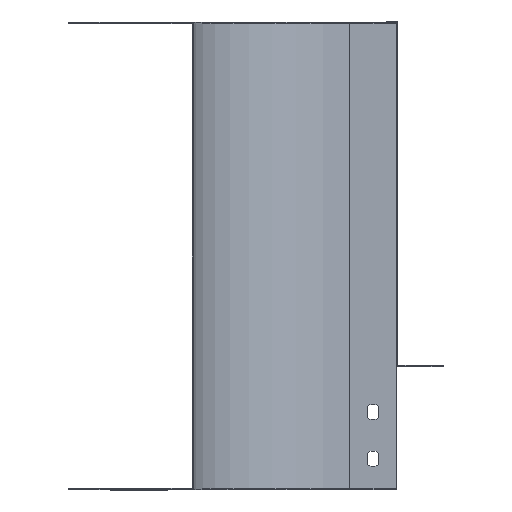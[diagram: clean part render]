
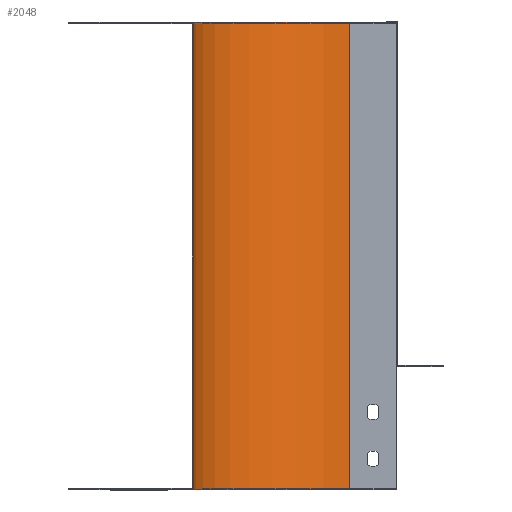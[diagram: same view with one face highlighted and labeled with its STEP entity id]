
A CAD part, left-side view. The second image highlights one B-rep face of the part: STEP entity #2048.
In plain terms, the highlighted cylindrical face has radius 100 mm (diameter 200 mm), a partial arc.
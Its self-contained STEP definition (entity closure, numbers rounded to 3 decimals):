
#8 = VERTEX_POINT ( 'NONE', #1177 ) ;
#38 = VERTEX_POINT ( 'NONE', #1144 ) ;
#63 = VERTEX_POINT ( 'NONE', #1119 ) ;
#80 = VERTEX_POINT ( 'NONE', #1102 ) ;
#306 = LINE ( 'NONE', #1021, #320 ) ;
#320 = VECTOR ( 'NONE', #1002, 1000. ) ;
#622 = DIRECTION ( 'NONE',  ( -1., 0., 0. ) ) ;
#624 = DIRECTION ( 'NONE',  ( 0., 0., -1. ) ) ;
#625 = CARTESIAN_POINT ( 'NONE',  ( -100., 30., 1. ) ) ;
#739 = CARTESIAN_POINT ( 'NONE',  ( -100., 30., -299. ) ) ;
#740 = DIRECTION ( 'NONE',  ( 0., 0., -1. ) ) ;
#741 = DIRECTION ( 'NONE',  ( -1., 0., 0. ) ) ;
#759 = CARTESIAN_POINT ( 'NONE',  ( -100., 30., 1. ) ) ;
#760 = DIRECTION ( 'NONE',  ( 0., 0., -1. ) ) ;
#761 = DIRECTION ( 'NONE',  ( -1., 0., 0. ) ) ;
#788 = CARTESIAN_POINT ( 'NONE',  ( -100., 130., 1. ) ) ;
#789 = DIRECTION ( 'NONE',  ( 0., 0., -1. ) ) ;
#908 = EDGE_CURVE ( 'NONE', #80, #8, #306, .T. ) ;
#1002 = DIRECTION ( 'NONE',  ( 0., 0., -1. ) ) ;
#1021 = CARTESIAN_POINT ( 'NONE',  ( 0., 30., 1. ) ) ;
#1102 = CARTESIAN_POINT ( 'NONE',  ( 0., 30., 1. ) ) ;
#1119 = CARTESIAN_POINT ( 'NONE',  ( -100., 130., 1. ) ) ;
#1144 = CARTESIAN_POINT ( 'NONE',  ( -100., 130., -299. ) ) ;
#1177 = CARTESIAN_POINT ( 'NONE',  ( 0., 30., -299. ) ) ;
#1423 = ORIENTED_EDGE ( 'NONE', *, *, #908, .F. ) ;
#1429 = ORIENTED_EDGE ( 'NONE', *, *, #2342, .F. ) ;
#1430 = ORIENTED_EDGE ( 'NONE', *, *, #2334, .T. ) ;
#1431 = ORIENTED_EDGE ( 'NONE', *, *, #2355, .T. ) ;
#1519 = EDGE_LOOP ( 'NONE', ( #1431, #1430, #1423, #1429 ) ) ;
#1576 = LINE ( 'NONE', #788, #1579 ) ;
#1579 = VECTOR ( 'NONE', #789, 1000. ) ;
#1648 = AXIS2_PLACEMENT_3D ( 'NONE', #759, #760, #761 ) ;
#1656 = AXIS2_PLACEMENT_3D ( 'NONE', #739, #740, #741 ) ;
#1684 = AXIS2_PLACEMENT_3D ( 'NONE', #625, #624, #622 ) ;
#1734 = FACE_OUTER_BOUND ( 'NONE', #1519, .T. ) ;
#1744 = CYLINDRICAL_SURFACE ( 'NONE', #1684, 100. ) ;
#1809 = CIRCLE ( 'NONE', #1656, 100. ) ;
#1818 = CIRCLE ( 'NONE', #1648, 100. ) ;
#2048 = ADVANCED_FACE ( 'NONE', ( #1734 ), #1744, .F. ) ;
#2334 = EDGE_CURVE ( 'NONE', #38, #8, #1809, .T. ) ;
#2342 = EDGE_CURVE ( 'NONE', #63, #80, #1818, .T. ) ;
#2355 = EDGE_CURVE ( 'NONE', #63, #38, #1576, .T. ) ;
